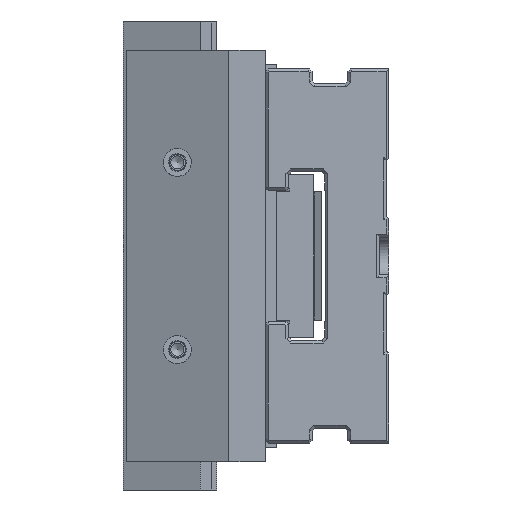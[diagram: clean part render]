
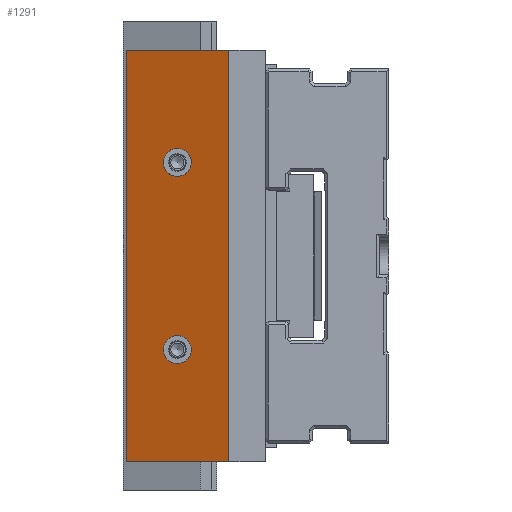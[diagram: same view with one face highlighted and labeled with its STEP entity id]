
A CAD part, left-side view. The second image highlights one B-rep face of the part: STEP entity #1291.
In plain terms, the highlighted planar face has unit normal (-0.924, 0.383, 0).
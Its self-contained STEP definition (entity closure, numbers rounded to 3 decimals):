
#570=FACE_BOUND('',#2933,.T.);
#571=FACE_BOUND('',#2934,.T.);
#572=FACE_BOUND('',#2935,.T.);
#1291=ADVANCED_FACE('',(#570,#571,#572),#1828,.T.);
#1828=PLANE('',#11604);
#2933=EDGE_LOOP('',(#7047));
#2934=EDGE_LOOP('',(#7048));
#2935=EDGE_LOOP('',(#7049,#7050,#7051,#7052));
#3824=LINE('',#16758,#4973);
#3826=LINE('',#16762,#4975);
#3851=LINE('',#16813,#5000);
#3853=LINE('',#16822,#5002);
#4973=VECTOR('',#13396,1.);
#4975=VECTOR('',#13400,1.);
#5000=VECTOR('',#13429,1.);
#5002=VECTOR('',#13439,1.);
#7047=ORIENTED_EDGE('',*,*,#10328,.F.);
#7048=ORIENTED_EDGE('',*,*,#10329,.F.);
#7049=ORIENTED_EDGE('',*,*,#10276,.F.);
#7050=ORIENTED_EDGE('',*,*,#10304,.F.);
#7051=ORIENTED_EDGE('',*,*,#10309,.F.);
#7052=ORIENTED_EDGE('',*,*,#10278,.F.);
#9068=VERTEX_POINT('',#16757);
#9069=VERTEX_POINT('',#16759);
#9070=VERTEX_POINT('',#16763);
#9093=VERTEX_POINT('',#16812);
#9106=VERTEX_POINT('',#16859);
#9107=VERTEX_POINT('',#16861);
#10276=EDGE_CURVE('',#9068,#9069,#3824,.T.);
#10278=EDGE_CURVE('',#9069,#9070,#3826,.T.);
#10304=EDGE_CURVE('',#9093,#9068,#3851,.T.);
#10309=EDGE_CURVE('',#9070,#9093,#3853,.T.);
#10328=EDGE_CURVE('',#9106,#9106,#11120,.T.);
#10329=EDGE_CURVE('',#9107,#9107,#11121,.T.);
#11120=ELLIPSE('',#11602,8.118,7.5);
#11121=ELLIPSE('',#11603,8.118,7.5);
#11602=AXIS2_PLACEMENT_3D('',#16858,#13482,#13483);
#11603=AXIS2_PLACEMENT_3D('',#16860,#13484,#13485);
#11604=AXIS2_PLACEMENT_3D('',#16862,#13486,#13487);
#13396=DIRECTION('',(0.,0.,-1.));
#13400=DIRECTION('',(0.383,0.924,0.));
#13429=DIRECTION('',(-0.383,-0.924,0.));
#13439=DIRECTION('',(0.,0.,1.));
#13482=DIRECTION('',(-0.924,0.383,0.));
#13483=DIRECTION('',(0.383,0.924,0.));
#13484=DIRECTION('',(-0.924,0.383,0.));
#13485=DIRECTION('',(0.383,0.924,0.));
#13486=DIRECTION('',(-0.924,0.383,0.));
#13487=DIRECTION('',(-0.383,-0.924,0.));
#16757=CARTESIAN_POINT('',(0.,85.5,210.));
#16758=CARTESIAN_POINT('',(0.,85.5,100.));
#16759=CARTESIAN_POINT('',(0.,85.5,-10.));
#16762=CARTESIAN_POINT('',(0.476,86.649,-10.));
#16763=CARTESIAN_POINT('',(22.575,140.,-10.));
#16812=CARTESIAN_POINT('',(22.575,140.,210.));
#16813=CARTESIAN_POINT('',(0.476,86.649,210.));
#16822=CARTESIAN_POINT('',(22.575,140.,-10.));
#16858=CARTESIAN_POINT('',(11.391,113.,50.));
#16859=CARTESIAN_POINT('',(14.497,120.5,50.));
#16860=CARTESIAN_POINT('',(11.391,113.,150.));
#16861=CARTESIAN_POINT('',(14.497,120.5,150.));
#16862=CARTESIAN_POINT('',(0.,85.5,-42.5));
